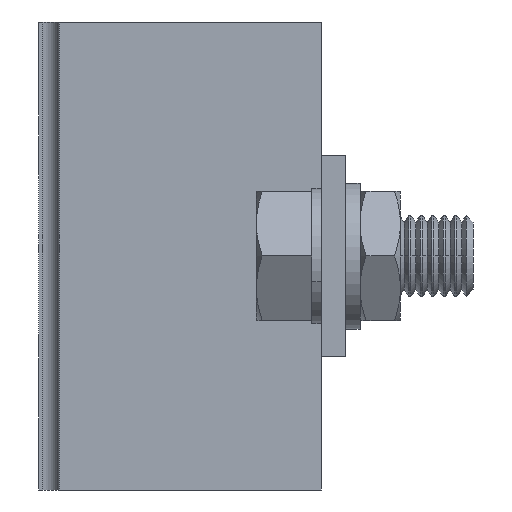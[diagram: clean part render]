
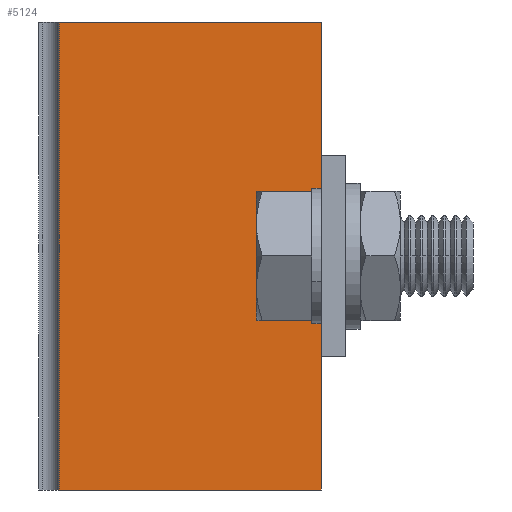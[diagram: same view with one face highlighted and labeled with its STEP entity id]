
A CAD part, front view. The second image highlights one B-rep face of the part: STEP entity #5124.
In plain terms, the highlighted planar face has unit normal (0, -1, 0).
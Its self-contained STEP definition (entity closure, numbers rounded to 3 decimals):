
#513 = EDGE_LOOP ( 'NONE', ( #1755, #6846, #1917, #2504, #6521, #5502 ) ) ;
#852 = EDGE_CURVE ( 'NONE', #1637, #1308, #4180, .T. ) ;
#885 = LINE ( 'NONE', #967, #1118 ) ;
#967 = CARTESIAN_POINT ( 'NONE',  ( 17.5, -75., 58. ) ) ;
#1118 = VECTOR ( 'NONE', #6816, 1000. ) ;
#1308 = VERTEX_POINT ( 'NONE', #6227 ) ;
#1326 = VERTEX_POINT ( 'NONE', #4129 ) ;
#1370 = PLANE ( 'NONE',  #3202 ) ;
#1392 = CARTESIAN_POINT ( 'NONE',  ( 17.5, -75., 41.5 ) ) ;
#1416 = VERTEX_POINT ( 'NONE', #4729 ) ;
#1637 = VERTEX_POINT ( 'NONE', #2286 ) ;
#1706 = CARTESIAN_POINT ( 'NONE',  ( -15., -75., 58. ) ) ;
#1755 = ORIENTED_EDGE ( 'NONE', *, *, #5396, .T. ) ;
#1787 = DIRECTION ( 'NONE',  ( 1., 0., 0. ) ) ;
#1877 = LINE ( 'NONE', #3378, #4623 ) ;
#1895 = DIRECTION ( 'NONE',  ( 0., 1., 0. ) ) ;
#1917 = ORIENTED_EDGE ( 'NONE', *, *, #3494, .F. ) ;
#2266 = LINE ( 'NONE', #5857, #2527 ) ;
#2283 = LINE ( 'NONE', #5747, #5715 ) ;
#2286 = CARTESIAN_POINT ( 'NONE',  ( -15., -75., 58. ) ) ;
#2504 = ORIENTED_EDGE ( 'NONE', *, *, #4244, .F. ) ;
#2527 = VECTOR ( 'NONE', #6875, 1000. ) ;
#2605 = VECTOR ( 'NONE', #1787, 1000. ) ;
#2816 = CARTESIAN_POINT ( 'NONE',  ( 0., -75., 58. ) ) ;
#2894 = DIRECTION ( 'NONE',  ( -1., 0., 0. ) ) ;
#3202 = AXIS2_PLACEMENT_3D ( 'NONE', #3933, #1895, #2894 ) ;
#3378 = CARTESIAN_POINT ( 'NONE',  ( 17.5, -75., 58. ) ) ;
#3494 = EDGE_CURVE ( 'NONE', #5172, #1416, #885, .T. ) ;
#3933 = CARTESIAN_POINT ( 'NONE',  ( 17.5, -75., 58. ) ) ;
#4129 = CARTESIAN_POINT ( 'NONE',  ( 17.5, -75., 58. ) ) ;
#4180 = LINE ( 'NONE', #1706, #4437 ) ;
#4244 = EDGE_CURVE ( 'NONE', #1326, #5172, #2283, .T. ) ;
#4437 = VECTOR ( 'NONE', #6587, 1000. ) ;
#4454 = LINE ( 'NONE', #2816, #2605 ) ;
#4531 = DIRECTION ( 'NONE',  ( 0., 0., -1. ) ) ;
#4560 = EDGE_CURVE ( 'NONE', #1416, #4669, #1877, .T. ) ;
#4623 = VECTOR ( 'NONE', #4531, 1000. ) ;
#4669 = VERTEX_POINT ( 'NONE', #5161 ) ;
#4729 = CARTESIAN_POINT ( 'NONE',  ( 17.5, -75., 16.5 ) ) ;
#5023 = EDGE_CURVE ( 'NONE', #1637, #1326, #4454, .T. ) ;
#5124 = ADVANCED_FACE ( 'NONE', ( #5707 ), #1370, .F. ) ;
#5161 = CARTESIAN_POINT ( 'NONE',  ( 17.5, -75., 0. ) ) ;
#5172 = VERTEX_POINT ( 'NONE', #1392 ) ;
#5396 = EDGE_CURVE ( 'NONE', #1308, #4669, #2266, .T. ) ;
#5502 = ORIENTED_EDGE ( 'NONE', *, *, #852, .T. ) ;
#5707 = FACE_OUTER_BOUND ( 'NONE', #513, .T. ) ;
#5715 = VECTOR ( 'NONE', #6843, 1000. ) ;
#5747 = CARTESIAN_POINT ( 'NONE',  ( 17.5, -75., 58. ) ) ;
#5857 = CARTESIAN_POINT ( 'NONE',  ( 17.5, -75., 0. ) ) ;
#6227 = CARTESIAN_POINT ( 'NONE',  ( -15., -75., 0. ) ) ;
#6521 = ORIENTED_EDGE ( 'NONE', *, *, #5023, .F. ) ;
#6587 = DIRECTION ( 'NONE',  ( 0., 0., -1. ) ) ;
#6816 = DIRECTION ( 'NONE',  ( 0., 0., -1. ) ) ;
#6843 = DIRECTION ( 'NONE',  ( 0., 0., -1. ) ) ;
#6846 = ORIENTED_EDGE ( 'NONE', *, *, #4560, .F. ) ;
#6875 = DIRECTION ( 'NONE',  ( 1., 0., 0. ) ) ;
